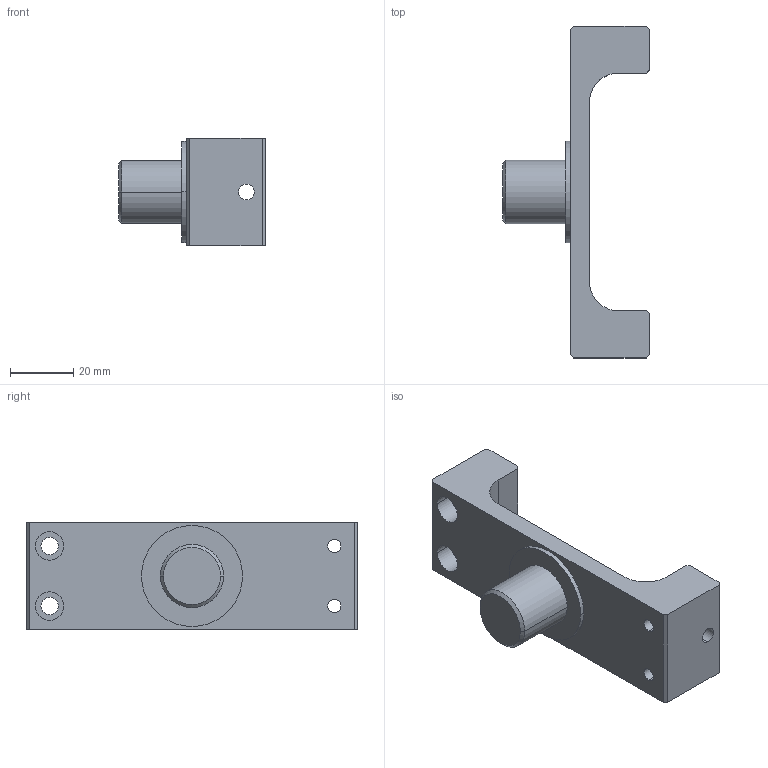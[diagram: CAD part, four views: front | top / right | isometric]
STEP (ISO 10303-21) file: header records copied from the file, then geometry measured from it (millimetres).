
FILE_DESCRIPTION (( 'STEP AP214' ), '1' );
FILE_NAME ('ISO-M-63-(ADJUSTABLE)-CTM-OEB.STEP', '2013-12-26T12:22:10', ( '' ), ( '' ), 'SwSTEP 2.0', 'SolidWorks 2010', '' );
FILE_SCHEMA (( 'AUTOMOTIVE_DESIGN' ));
Length unit declared in the file: millimetre
Products named in the file (1): ISO-M-63-(ADJUSTABLE)-CTM-OEB
Bounding box: 46.48 x 105 x 34 mm (x, y, z)
Volume: 46482.9 mm3; surface area: 15479.1 mm2
Topology: 1 solids, 1 shells, 44 faces, 112 edges, 74 vertices
Faces by surface type: cylinder 22, plane 20, cone 2
Entity records: 1492 total; most frequent: DIRECTION 248, CARTESIAN_POINT 231, ORIENTED_EDGE 224, EDGE_CURVE 112, AXIS2_PLACEMENT_3D 91, VERTEX_POINT 74, VECTOR 66, LINE 66
